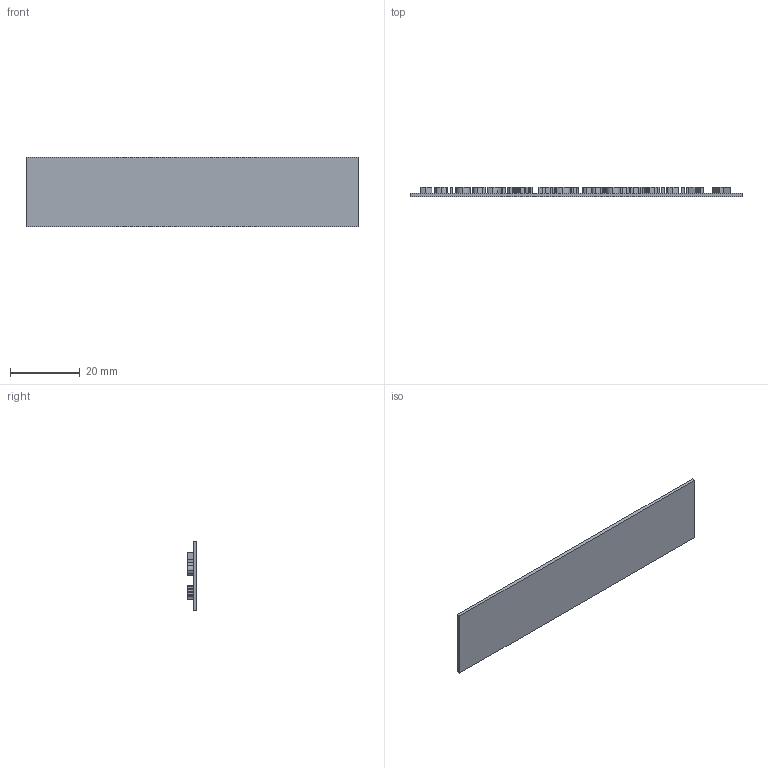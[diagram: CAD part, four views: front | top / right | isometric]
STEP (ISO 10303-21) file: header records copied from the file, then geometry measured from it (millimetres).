
FILE_DESCRIPTION(/* description */ (''),/* implementation_level */ '2;1');
FILE_NAME(/* name */ 'Goldtext.stp',/* time_stamp */ '2025-12-19T18:45:16+01:00',/* author */ ('Zenkner'),/* organization */ (''),/* preprocessor_version */ 'ST-DEVELOPER v19.2',/* originating_system */ 'Autodesk Inventor 2023',/* authorisation */ '');
FILE_SCHEMA (('AUTOMOTIVE_DESIGN { 1 0 10303 214 3 1 1 }'));
Length unit declared in the file: millimetre
Products named in the file (1): Goldtext
Bounding box: 95 x 2.82 x 20 mm (x, y, z)
Volume: 2271.2 mm3; surface area: 5325.5 mm2
Topology: 1 solids, 1 shells, 632 faces, 1719 edges, 1146 vertices
Faces by surface type: plane 343, bspline 289
Entity records: 21280 total; most frequent: CARTESIAN_POINT 7255, ORIENTED_EDGE 3438, DIRECTION 1829, EDGE_CURVE 1719, VERTEX_POINT 1146, LINE 1141, VECTOR 1141, EDGE_LOOP 689
